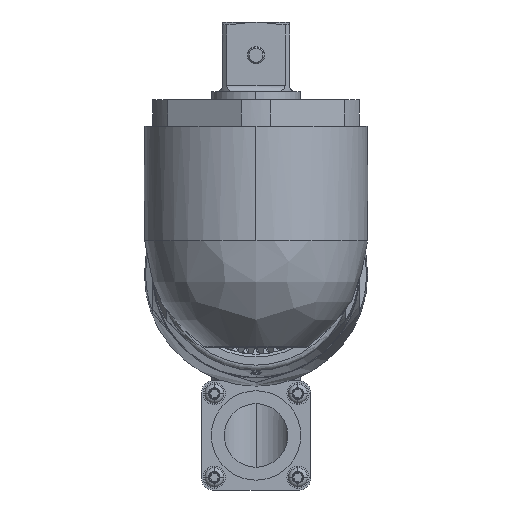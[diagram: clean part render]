
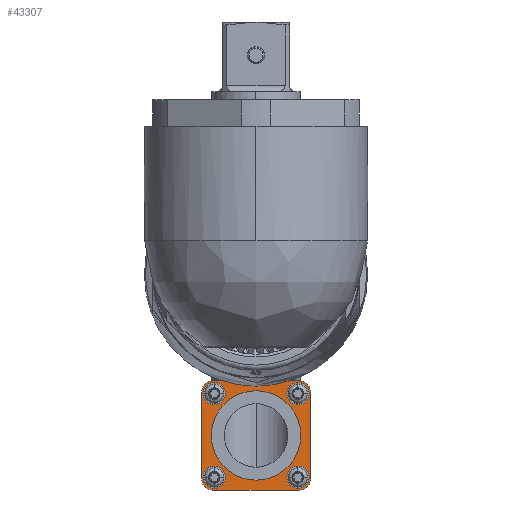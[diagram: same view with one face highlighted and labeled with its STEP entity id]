
A CAD part, left-side view. The second image highlights one B-rep face of the part: STEP entity #43307.
In plain terms, the highlighted planar face has unit normal (-1, 0, 0).
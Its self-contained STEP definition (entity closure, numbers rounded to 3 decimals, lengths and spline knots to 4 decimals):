
#42564=CARTESIAN_POINT('',(1.486,-0.48,-1.315));
#42565=DIRECTION('',(-1.,0.,0.));
#42566=DIRECTION('',(0.,-1.,0.));
#42567=AXIS2_PLACEMENT_3D('',#42564,#42565,#42566);
#42569=DIRECTION('',(0.,0.,1.));
#42570=VECTOR('',#42569,0.97);
#42571=CARTESIAN_POINT('',(1.486,-0.605,-2.285));
#42572=LINE('',#42571,#42570);
#42573=CARTESIAN_POINT('',(1.486,-0.48,-2.285));
#42574=DIRECTION('',(-1.,0.,0.));
#42575=DIRECTION('',(0.,0.,-1.));
#42576=AXIS2_PLACEMENT_3D('',#42573,#42574,#42575);
#42578=DIRECTION('',(0.,-1.,0.));
#42579=VECTOR('',#42578,0.97);
#42580=CARTESIAN_POINT('',(1.486,0.49,-2.41));
#42581=LINE('',#42580,#42579);
#42582=CARTESIAN_POINT('',(1.486,0.49,-2.285));
#42583=DIRECTION('',(-1.,0.,0.));
#42584=DIRECTION('',(0.,1.,0.));
#42585=AXIS2_PLACEMENT_3D('',#42582,#42583,#42584);
#42587=DIRECTION('',(0.,0.,-1.));
#42588=VECTOR('',#42587,0.97);
#42589=CARTESIAN_POINT('',(1.486,0.615,-1.315));
#42590=LINE('',#42589,#42588);
#42591=CARTESIAN_POINT('',(1.486,0.49,-1.315));
#42592=DIRECTION('',(-1.,0.,0.));
#42593=DIRECTION('',(0.,0.,1.));
#42594=AXIS2_PLACEMENT_3D('',#42591,#42592,#42593);
#42596=DIRECTION('',(0.,1.,0.));
#42597=VECTOR('',#42596,0.97);
#42598=CARTESIAN_POINT('',(1.486,-0.48,-1.19));
#42599=LINE('',#42598,#42597);
#42600=CARTESIAN_POINT('',(1.486,0.005,-1.8));
#42601=DIRECTION('',(1.,0.,0.));
#42602=DIRECTION('',(0.,0.,1.));
#42603=AXIS2_PLACEMENT_3D('',#42600,#42601,#42602);
#42605=CARTESIAN_POINT('',(1.486,0.005,-1.8));
#42606=DIRECTION('',(1.,0.,0.));
#42607=DIRECTION('',(0.,0.,-1.));
#42608=AXIS2_PLACEMENT_3D('',#42605,#42606,#42607);
#42610=CARTESIAN_POINT('',(1.486,-0.4635,-2.2685));
#42611=DIRECTION('',(-1.,0.,0.));
#42612=DIRECTION('',(0.,0.,-1.));
#42613=AXIS2_PLACEMENT_3D('',#42610,#42611,#42612);
#42615=CARTESIAN_POINT('',(1.486,-0.4635,-2.2685));
#42616=DIRECTION('',(-1.,0.,0.));
#42617=DIRECTION('',(0.,0.,1.));
#42618=AXIS2_PLACEMENT_3D('',#42615,#42616,#42617);
#42620=CARTESIAN_POINT('',(1.486,0.4735,-2.2685));
#42621=DIRECTION('',(-1.,0.,0.));
#42622=DIRECTION('',(0.,0.,-1.));
#42623=AXIS2_PLACEMENT_3D('',#42620,#42621,#42622);
#42625=CARTESIAN_POINT('',(1.486,0.4735,-2.2685));
#42626=DIRECTION('',(-1.,0.,0.));
#42627=DIRECTION('',(0.,0.,1.));
#42628=AXIS2_PLACEMENT_3D('',#42625,#42626,#42627);
#42630=CARTESIAN_POINT('',(1.486,0.4735,-1.3315));
#42631=DIRECTION('',(-1.,0.,0.));
#42632=DIRECTION('',(0.,0.,-1.));
#42633=AXIS2_PLACEMENT_3D('',#42630,#42631,#42632);
#42635=CARTESIAN_POINT('',(1.486,0.4735,-1.3315));
#42636=DIRECTION('',(-1.,0.,0.));
#42637=DIRECTION('',(0.,0.,1.));
#42638=AXIS2_PLACEMENT_3D('',#42635,#42636,#42637);
#42640=CARTESIAN_POINT('',(1.486,-0.4635,-1.3315));
#42641=DIRECTION('',(-1.,0.,0.));
#42642=DIRECTION('',(0.,0.,-1.));
#42643=AXIS2_PLACEMENT_3D('',#42640,#42641,#42642);
#42645=CARTESIAN_POINT('',(1.486,-0.4635,-1.3315));
#42646=DIRECTION('',(-1.,0.,0.));
#42647=DIRECTION('',(0.,0.,1.));
#42648=AXIS2_PLACEMENT_3D('',#42645,#42646,#42647);
#43078=CARTESIAN_POINT('',(1.486,0.005,-1.3));
#43079=CARTESIAN_POINT('',(1.486,0.005,-2.3));
#43080=VERTEX_POINT('',#43078);
#43081=VERTEX_POINT('',#43079);
#43118=CARTESIAN_POINT('',(1.486,-0.605,-1.315));
#43119=VERTEX_POINT('',#43118);
#43120=CARTESIAN_POINT('',(1.486,-0.48,-1.19));
#43121=VERTEX_POINT('',#43120);
#43126=CARTESIAN_POINT('',(1.486,-0.48,-2.41));
#43127=VERTEX_POINT('',#43126);
#43128=CARTESIAN_POINT('',(1.486,-0.605,-2.285));
#43129=VERTEX_POINT('',#43128);
#43134=CARTESIAN_POINT('',(1.486,0.49,-1.19));
#43135=VERTEX_POINT('',#43134);
#43136=CARTESIAN_POINT('',(1.486,0.615,-1.315));
#43137=VERTEX_POINT('',#43136);
#43142=CARTESIAN_POINT('',(1.486,0.615,-2.285));
#43143=VERTEX_POINT('',#43142);
#43144=CARTESIAN_POINT('',(1.486,0.49,-2.41));
#43145=VERTEX_POINT('',#43144);
#43158=CARTESIAN_POINT('',(1.486,-0.4635,-2.3925));
#43159=CARTESIAN_POINT('',(1.486,-0.4635,-2.1445));
#43160=VERTEX_POINT('',#43158);
#43161=VERTEX_POINT('',#43159);
#43174=CARTESIAN_POINT('',(1.486,0.4735,-2.3925));
#43175=CARTESIAN_POINT('',(1.486,0.4735,-2.1445));
#43176=VERTEX_POINT('',#43174);
#43177=VERTEX_POINT('',#43175);
#43190=CARTESIAN_POINT('',(1.486,0.4735,-1.4555));
#43191=CARTESIAN_POINT('',(1.486,0.4735,-1.2075));
#43192=VERTEX_POINT('',#43190);
#43193=VERTEX_POINT('',#43191);
#43206=CARTESIAN_POINT('',(1.486,-0.4635,-1.4555));
#43207=CARTESIAN_POINT('',(1.486,-0.4635,-1.2075));
#43208=VERTEX_POINT('',#43206);
#43209=VERTEX_POINT('',#43207);
#43255=CARTESIAN_POINT('',(1.486,0.005,-1.8));
#43256=DIRECTION('',(-1.,0.,0.));
#43257=DIRECTION('',(0.,0.,1.));
#43258=AXIS2_PLACEMENT_3D('',#43255,#43256,#43257);
#43259=PLANE('',#43258);
#43261=ORIENTED_EDGE('',*,*,#43260,.F.);
#43263=ORIENTED_EDGE('',*,*,#43262,.F.);
#43265=ORIENTED_EDGE('',*,*,#43264,.F.);
#43267=ORIENTED_EDGE('',*,*,#43266,.F.);
#43269=ORIENTED_EDGE('',*,*,#43268,.F.);
#43271=ORIENTED_EDGE('',*,*,#43270,.F.);
#43273=ORIENTED_EDGE('',*,*,#43272,.F.);
#43275=ORIENTED_EDGE('',*,*,#43274,.F.);
#43276=EDGE_LOOP('',(#43261,#43263,#43265,#43267,#43269,#43271,#43273,#43275));
#43277=FACE_OUTER_BOUND('',#43276,.F.);
#43279=ORIENTED_EDGE('',*,*,#43278,.F.);
#43281=ORIENTED_EDGE('',*,*,#43280,.F.);
#43282=EDGE_LOOP('',(#43279,#43281));
#43283=FACE_BOUND('',#43282,.F.);
#43285=ORIENTED_EDGE('',*,*,#43284,.T.);
#43287=ORIENTED_EDGE('',*,*,#43286,.T.);
#43288=EDGE_LOOP('',(#43285,#43287));
#43289=FACE_BOUND('',#43288,.F.);
#43291=ORIENTED_EDGE('',*,*,#43290,.T.);
#43293=ORIENTED_EDGE('',*,*,#43292,.T.);
#43294=EDGE_LOOP('',(#43291,#43293));
#43295=FACE_BOUND('',#43294,.F.);
#43297=ORIENTED_EDGE('',*,*,#43296,.T.);
#43298=ORIENTED_EDGE('',*,*,#43245,.T.);
#43299=EDGE_LOOP('',(#43297,#43298));
#43300=FACE_BOUND('',#43299,.F.);
#43302=ORIENTED_EDGE('',*,*,#43301,.T.);
#43304=ORIENTED_EDGE('',*,*,#43303,.T.);
#43305=EDGE_LOOP('',(#43302,#43304));
#43306=FACE_BOUND('',#43305,.F.);
#43307=ADVANCED_FACE('',(#43277,#43283,#43289,#43295,#43300,#43306),#43259,.T.);
#42568=CIRCLE('',#42567,0.125);
#42577=CIRCLE('',#42576,0.125);
#42586=CIRCLE('',#42585,0.125);
#42595=CIRCLE('',#42594,0.125);
#42604=CIRCLE('',#42603,0.5);
#42609=CIRCLE('',#42608,0.5);
#42614=CIRCLE('',#42613,0.124);
#42619=CIRCLE('',#42618,0.124);
#42624=CIRCLE('',#42623,0.124);
#42629=CIRCLE('',#42628,0.124);
#42634=CIRCLE('',#42633,0.124);
#42639=CIRCLE('',#42638,0.124);
#42644=CIRCLE('',#42643,0.124);
#42649=CIRCLE('',#42648,0.124);
#43245=EDGE_CURVE('',#43193,#43192,#42639,.T.);
#43260=EDGE_CURVE('',#43119,#43121,#42568,.T.);
#43262=EDGE_CURVE('',#43129,#43119,#42572,.T.);
#43264=EDGE_CURVE('',#43127,#43129,#42577,.T.);
#43266=EDGE_CURVE('',#43145,#43127,#42581,.T.);
#43268=EDGE_CURVE('',#43143,#43145,#42586,.T.);
#43270=EDGE_CURVE('',#43137,#43143,#42590,.T.);
#43272=EDGE_CURVE('',#43135,#43137,#42595,.T.);
#43274=EDGE_CURVE('',#43121,#43135,#42599,.T.);
#43278=EDGE_CURVE('',#43080,#43081,#42604,.T.);
#43280=EDGE_CURVE('',#43081,#43080,#42609,.T.);
#43284=EDGE_CURVE('',#43160,#43161,#42614,.T.);
#43286=EDGE_CURVE('',#43161,#43160,#42619,.T.);
#43290=EDGE_CURVE('',#43176,#43177,#42624,.T.);
#43292=EDGE_CURVE('',#43177,#43176,#42629,.T.);
#43296=EDGE_CURVE('',#43192,#43193,#42634,.T.);
#43301=EDGE_CURVE('',#43208,#43209,#42644,.T.);
#43303=EDGE_CURVE('',#43209,#43208,#42649,.T.);
